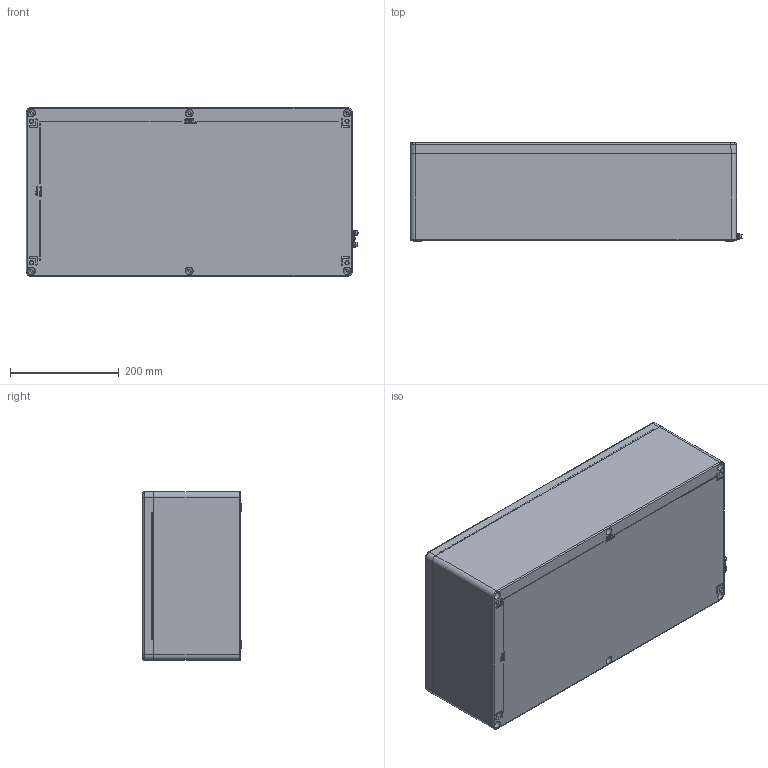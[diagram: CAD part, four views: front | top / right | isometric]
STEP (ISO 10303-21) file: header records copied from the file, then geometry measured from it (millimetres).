
FILE_DESCRIPTION(/* description */ (''),/* implementation_level */ '2;1');
FILE_NAME(/* name */ '15603118000-RST.stp',/* time_stamp */ '2021-09-08T11:35:44+02:00',/* author */ ('sl'),/* organization */ (''),/* preprocessor_version */ 'ST-DEVELOPER v16.5',/* originating_system */ 'Autodesk Inventor 2017',/* authorisation */ '');
FILE_SCHEMA (('AUTOMOTIVE_DESIGN { 1 0 10303 214 3 1 1 }'));
Products named in the file (13): Alu-Ex-Gehäuse-38-BG-0001-15_603118_000; SchraubeM6x25-10; Deckel-Alu-Ex-Gehäuse-38-BG-0002-15_603118_000; Deckel-Alu-Ex-Gehäuse-38-BT-0001-15_603118_000; Dichtlippe-Alu-Ex-Gehäuse-38-BT-0003-15_603118_00
0; UT-Alu-Ex-Gehäuse-38-BG-0003-15_603118_000; Dop-Erdungsschraube1; Dop-Erdungsschraube-Teil1; Dop-Erdungsschraube-Teil6; Dop-Erdungsschraube-Teil5; Dop-Erdungsschraube-Teil7; Erdung92081; UT-Alu-Ex-Gehäuse-38-BT-0002-15_603118_000
Assembly tree (23 placements, depth 4):
  Alu-Ex-Gehäuse-38-BG-0001-15_603118_000
    SchraubeM6x25-10  x6
    Deckel-Alu-Ex-Gehäuse-38-BG-0002-15_603118_000
      Deckel-Alu-Ex-Gehäuse-38-BT-0001-15_603118_000
      Dichtlippe-Alu-Ex-Gehäuse-38-BT-0003-15_603118_00
0
      Erdung92081
    UT-Alu-Ex-Gehäuse-38-BG-0003-15_603118_000
      Dop-Erdungsschraube1
        Dop-Erdungsschraube-Teil1
        Dop-Erdungsschraube-Teil5  x2
        Dop-Erdungsschraube-Teil6
        Dop-Erdungsschraube-Teil7  x2
      Erdung92081  x4
      UT-Alu-Ex-Gehäuse-38-BT-0002-15_603118_000
Bounding box: 610 x 180.99 x 310 mm (x, y, z)
Volume: 4441775.3 mm3; surface area: 1463734.7 mm2
Topology: 20 solids, 20 shells, 2100 faces, 5035 edges, 3072 vertices
Faces by surface type: plane 733, bspline 717, cylinder 424, torus 124, cone 102
Full cylindrical faces by diameter (mm): 1.8 x1, 1.9 x1, 4 x1, 4.7 x5, 5 x21, 5.3 x6, 6 x6, 6.5 x4, 7 x6, 7.197 x4, 8 x5, 8.5 x2
Entity records: 101451 total; most frequent: CARTESIAN_POINT 63814, ORIENTED_EDGE 8286, DIRECTION 6373, EDGE_CURVE 4143, VERTEX_POINT 2599, AXIS2_PLACEMENT_3D 2209, EDGE_LOOP 2154, LINE 1955
